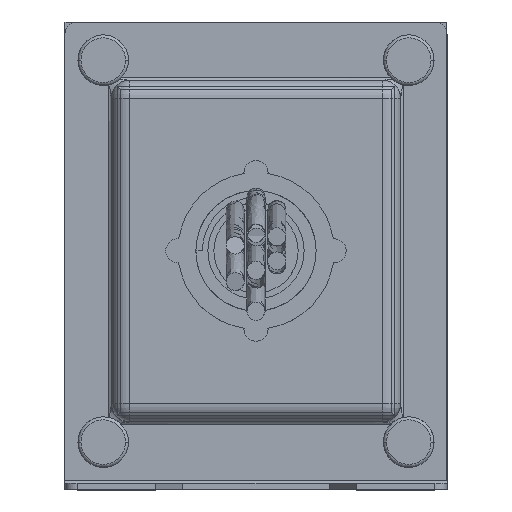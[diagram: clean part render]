
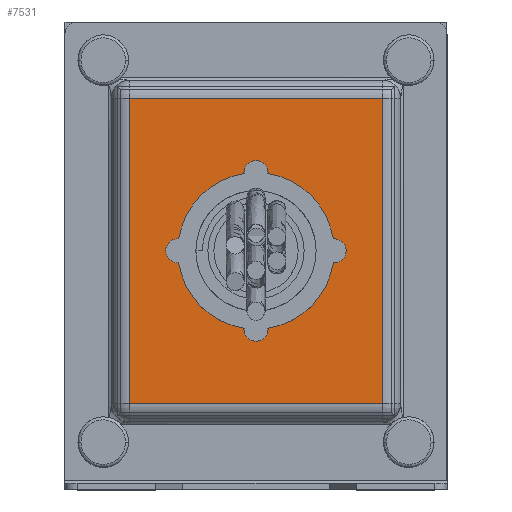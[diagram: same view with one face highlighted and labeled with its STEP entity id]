
A CAD part, top view. The second image highlights one B-rep face of the part: STEP entity #7531.
In plain terms, the highlighted planar face has unit normal (0, 0, 1).
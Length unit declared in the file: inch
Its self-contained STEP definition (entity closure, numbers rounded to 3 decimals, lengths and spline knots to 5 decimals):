
#58 = DIRECTION ( 'NONE',  ( 1., 0., 0. ) ) ;
#228 = DIRECTION ( 'NONE',  ( 0., 1., 0. ) ) ;
#422 = CARTESIAN_POINT ( 'NONE',  ( 0.42262, 1.62469, 4.02326 ) ) ;
#425 = DIRECTION ( 'NONE',  ( -1., 0., 0. ) ) ;
#518 = CARTESIAN_POINT ( 'NONE',  ( 1.19978, 1.4701, 4.02326 ) ) ;
#1513 = B_SPLINE_CURVE_WITH_KNOTS ( 'NONE', 3,
 ( #16995, #20488, #20064, #11928, #18650, #5167, #11697, #422, #8644, #10288 ),
 .UNSPECIFIED., .F., .F.,
 ( 4, 2, 2, 2, 4 ),
 ( 0.25, 0.3125, 0.375, 0.4375, 0.5 ),
 .UNSPECIFIED. ) ;
#1722 = VECTOR ( 'NONE', #21556, 39.37008 ) ;
#1762 = CARTESIAN_POINT ( 'NONE',  ( 0.90831, 1.90204, 4.02324 ) ) ;
#1836 = CARTESIAN_POINT ( 'NONE',  ( 0.80608, 1.91534, 4.02326 ) ) ;
#1872 = CARTESIAN_POINT ( 'NONE',  ( 1.0031, 1.86348, 4.02329 ) ) ;
#1979 = CARTESIAN_POINT ( 'NONE',  ( 1.15977, 1.69648, 4.0233 ) ) ;
#2198 = CARTESIAN_POINT ( 'NONE',  ( 0.93263, 1.89466, 4.02327 ) ) ;
#3224 = ORIENTED_EDGE ( 'NONE', *, *, #11585, .F. ) ;
#3253 = CARTESIAN_POINT ( 'NONE',  ( -0.02286, 2.52164, 4.02326 ) ) ;
#3282 = DIRECTION ( 'NONE',  ( 0., 0., 1. ) ) ;
#3498 = CARTESIAN_POINT ( 'NONE',  ( 1.19978, 1.52164, 4.02326 ) ) ;
#3602 = CARTESIAN_POINT ( 'NONE',  ( 1.14748, 1.71935, 4.02331 ) ) ;
#3609 = CARTESIAN_POINT ( 'NONE',  ( 0.50273, 1.90353, 4.02326 ) ) ;
#3647 = EDGE_LOOP ( 'NONE', ( #8226, #6984, #6190, #7321 ) ) ;
#3708 = CARTESIAN_POINT ( 'NONE',  ( 1.11869, 1.7613, 4.02325 ) ) ;
#3849 = CARTESIAN_POINT ( 'NONE',  ( 1.12091, 1.27969, 4.02326 ) ) ;
#4087 = EDGE_CURVE ( 'NONE', #5898, #14268, #8187, .T. ) ;
#4499 = VECTOR ( 'NONE', #228, 39.37008 ) ;
#4601 = B_SPLINE_CURVE_WITH_KNOTS ( 'NONE', 3,
 ( #3498, #5446, #16853, #10490, #15085, #1979, #3602, #20243, #3708, #13312, #8734, #5248, #8844, #1872, #10041, #8616, #2198, #1762, #20036, #15413, #5348, #6996 ),
 .UNSPECIFIED., .F., .F.,
 ( 4, 2, 2, 2, 2, 2, 2, 2, 2, 2, 4 ),
 ( 0., 0.125, 0.25, 0.375, 0.4375, 0.5, 0.625, 0.75, 0.8125, 0.875, 1. ),
 .UNSPECIFIED. ) ;
#5159 = CARTESIAN_POINT ( 'NONE',  ( 0.49125, 1.27969, 4.02326 ) ) ;
#5167 = CARTESIAN_POINT ( 'NONE',  ( 0.49125, 1.76358, 4.02326 ) ) ;
#5248 = CARTESIAN_POINT ( 'NONE',  ( 1.0665, 1.81803, 4.02323 ) ) ;
#5270 = CARTESIAN_POINT ( 'NONE',  ( 0.6078, 1.17763, 4.02326 ) ) ;
#5303 = LINE ( 'NONE', #8465, #4499 ) ;
#5348 = CARTESIAN_POINT ( 'NONE',  ( 0.83206, 1.91534, 4.02324 ) ) ;
#5368 = CARTESIAN_POINT ( 'NONE',  ( 0.41238, 1.52164, 4.02326 ) ) ;
#5446 = CARTESIAN_POINT ( 'NONE',  ( 1.19978, 1.54698, 4.02322 ) ) ;
#5898 = VERTEX_POINT ( 'NONE', #3253 ) ;
#5907 = VERTEX_POINT ( 'NONE', #13510 ) ;
#6190 = ORIENTED_EDGE ( 'NONE', *, *, #14881, .T. ) ;
#6255 = VECTOR ( 'NONE', #425, 39.37008 ) ;
#6585 = CARTESIAN_POINT ( 'NONE',  ( -0.14097, 2.52164, 4.02326 ) ) ;
#6984 = ORIENTED_EDGE ( 'NONE', *, *, #14801, .T. ) ;
#6996 = CARTESIAN_POINT ( 'NONE',  ( 0.80608, 1.91534, 4.02326 ) ) ;
#7218 = CARTESIAN_POINT ( 'NONE',  ( 0.46207, 1.32336, 4.02326 ) ) ;
#7274 = EDGE_CURVE ( 'NONE', #20050, #11475, #1513, .T. ) ;
#7321 = ORIENTED_EDGE ( 'NONE', *, *, #4087, .T. ) ;
#7531 = ADVANCED_FACE ( 'NONE', ( #19407, #11055 ), #16105, .T. ) ;
#7552 = VERTEX_POINT ( 'NONE', #8515 ) ;
#8187 = LINE ( 'NONE', #14867, #1722 ) ;
#8226 = ORIENTED_EDGE ( 'NONE', *, *, #13595, .T. ) ;
#8465 = CARTESIAN_POINT ( 'NONE',  ( 1.63501, 2.63975, 4.02326 ) ) ;
#8515 = CARTESIAN_POINT ( 'NONE',  ( 1.63501, 0.52164, 4.02326 ) ) ;
#8616 = CARTESIAN_POINT ( 'NONE',  ( 0.94459, 1.89039, 4.02329 ) ) ;
#8644 = CARTESIAN_POINT ( 'NONE',  ( 0.41238, 1.57317, 4.02326 ) ) ;
#8734 = CARTESIAN_POINT ( 'NONE',  ( 1.09386, 1.79062, 4.02322 ) ) ;
#8760 = CARTESIAN_POINT ( 'NONE',  ( 0.42262, 1.41859, 4.02326 ) ) ;
#8844 = CARTESIAN_POINT ( 'NONE',  ( 1.0463, 1.83463, 4.02326 ) ) ;
#10035 = VERTEX_POINT ( 'NONE', #13524 ) ;
#10041 = CARTESIAN_POINT ( 'NONE',  ( 0.98011, 1.87571, 4.02331 ) ) ;
#10288 = CARTESIAN_POINT ( 'NONE',  ( 0.41238, 1.52164, 4.02326 ) ) ;
#10291 = LINE ( 'NONE', #6585, #6255 ) ;
#10490 = CARTESIAN_POINT ( 'NONE',  ( 1.18725, 1.62352, 4.02324 ) ) ;
#10857 = LINE ( 'NONE', #17425, #19498 ) ;
#11055 = FACE_BOUND ( 'NONE', #15603, .T. ) ;
#11473 = AXIS2_PLACEMENT_3D ( 'NONE', #3609, #3282, #58 ) ;
#11475 = VERTEX_POINT ( 'NONE', #19647 ) ;
#11585 = EDGE_CURVE ( 'NONE', #11475, #5907, #13836, .T. ) ;
#11697 = CARTESIAN_POINT ( 'NONE',  ( 0.46207, 1.71991, 4.02326 ) ) ;
#11798 = CARTESIAN_POINT ( 'NONE',  ( 0.75454, 1.12793, 4.02326 ) ) ;
#11928 = CARTESIAN_POINT ( 'NONE',  ( 0.6078, 1.86565, 4.02326 ) ) ;
#12015 = CARTESIAN_POINT ( 'NONE',  ( 1.18953, 1.41859, 4.02326 ) ) ;
#13312 = CARTESIAN_POINT ( 'NONE',  ( 1.10249, 1.78106, 4.02323 ) ) ;
#13441 = CARTESIAN_POINT ( 'NONE',  ( 1.00435, 1.17763, 4.02326 ) ) ;
#13510 = CARTESIAN_POINT ( 'NONE',  ( 1.19978, 1.52164, 4.02326 ) ) ;
#13524 = CARTESIAN_POINT ( 'NONE',  ( 1.63501, 2.52164, 4.02326 ) ) ;
#13595 = EDGE_CURVE ( 'NONE', #14268, #7552, #10857, .T. ) ;
#13665 = CARTESIAN_POINT ( 'NONE',  ( 0.56413, 1.20681, 4.02326 ) ) ;
#13710 = EDGE_CURVE ( 'NONE', #5907, #20050, #4601, .T. ) ;
#13836 = B_SPLINE_CURVE_WITH_KNOTS ( 'NONE', 3,
 ( #5368, #17089, #8760, #7218, #5159, #13665, #5270, #16874, #11798, #18751, #18981, #13441, #15098, #3849, #15426, #12015, #518, #13886 ),
 .UNSPECIFIED., .F., .F.,
 ( 4, 2, 2, 2, 2, 2, 2, 2, 4 ),
 ( 0.5, 0.5625, 0.625, 0.6875, 0.75, 0.8125, 0.875, 0.9375, 1. ),
 .UNSPECIFIED. ) ;
#13886 = CARTESIAN_POINT ( 'NONE',  ( 1.19978, 1.52164, 4.02326 ) ) ;
#14268 = VERTEX_POINT ( 'NONE', #15088 ) ;
#14801 = EDGE_CURVE ( 'NONE', #7552, #10035, #5303, .T. ) ;
#14867 = CARTESIAN_POINT ( 'NONE',  ( -0.02286, 0.40353, 4.02326 ) ) ;
#14881 = EDGE_CURVE ( 'NONE', #10035, #5898, #10291, .T. ) ;
#15085 = CARTESIAN_POINT ( 'NONE',  ( 1.17966, 1.64856, 4.02327 ) ) ;
#15088 = CARTESIAN_POINT ( 'NONE',  ( -0.02286, 0.52164, 4.02326 ) ) ;
#15098 = CARTESIAN_POINT ( 'NONE',  ( 1.04802, 1.20681, 4.02326 ) ) ;
#15413 = CARTESIAN_POINT ( 'NONE',  ( 0.85803, 1.91274, 4.02322 ) ) ;
#15426 = CARTESIAN_POINT ( 'NONE',  ( 1.15009, 1.32336, 4.02326 ) ) ;
#15523 = ORIENTED_EDGE ( 'NONE', *, *, #13710, .F. ) ;
#15603 = EDGE_LOOP ( 'NONE', ( #15523, #3224, #17303 ) ) ;
#16105 = PLANE ( 'NONE',  #11473 ) ;
#16853 = CARTESIAN_POINT ( 'NONE',  ( 1.19731, 1.57272, 4.02322 ) ) ;
#16874 = CARTESIAN_POINT ( 'NONE',  ( 0.70303, 1.13818, 4.02326 ) ) ;
#16995 = CARTESIAN_POINT ( 'NONE',  ( 0.80608, 1.91534, 4.02326 ) ) ;
#17089 = CARTESIAN_POINT ( 'NONE',  ( 0.41238, 1.4701, 4.02326 ) ) ;
#17303 = ORIENTED_EDGE ( 'NONE', *, *, #7274, .F. ) ;
#17425 = CARTESIAN_POINT ( 'NONE',  ( 1.75312, 0.52164, 4.02326 ) ) ;
#18650 = CARTESIAN_POINT ( 'NONE',  ( 0.56413, 1.83647, 4.02326 ) ) ;
#18751 = CARTESIAN_POINT ( 'NONE',  ( 0.85761, 1.12793, 4.02326 ) ) ;
#18981 = CARTESIAN_POINT ( 'NONE',  ( 0.90913, 1.13818, 4.02326 ) ) ;
#19407 = FACE_OUTER_BOUND ( 'NONE', #3647, .T. ) ;
#19498 = VECTOR ( 'NONE', #20704, 39.37008 ) ;
#19647 = CARTESIAN_POINT ( 'NONE',  ( 0.41238, 1.52164, 4.02326 ) ) ;
#20036 = CARTESIAN_POINT ( 'NONE',  ( 0.89588, 1.90517, 4.02323 ) ) ;
#20050 = VERTEX_POINT ( 'NONE', #1836 ) ;
#20064 = CARTESIAN_POINT ( 'NONE',  ( 0.70303, 1.90509, 4.02326 ) ) ;
#20243 = CARTESIAN_POINT ( 'NONE',  ( 1.12622, 1.75113, 4.02327 ) ) ;
#20488 = CARTESIAN_POINT ( 'NONE',  ( 0.75454, 1.91534, 4.02326 ) ) ;
#20704 = DIRECTION ( 'NONE',  ( 1., 0., 0. ) ) ;
#21556 = DIRECTION ( 'NONE',  ( 0., -1., 0. ) ) ;
